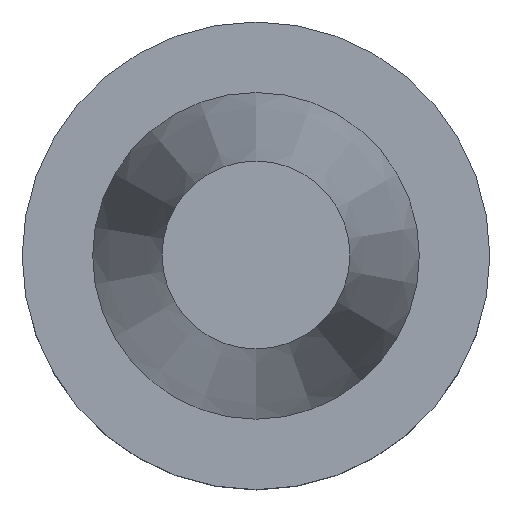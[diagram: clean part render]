
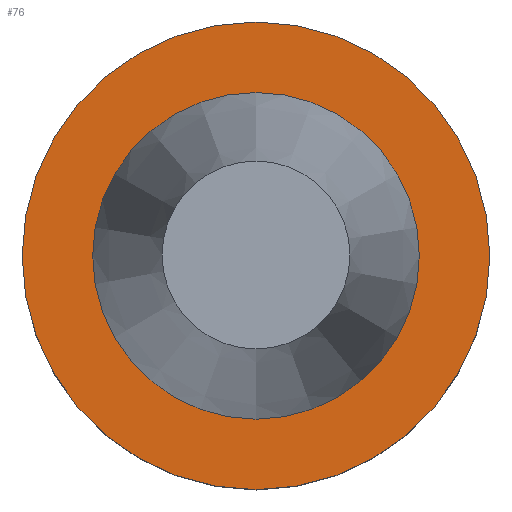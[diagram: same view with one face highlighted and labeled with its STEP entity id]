
A CAD part, top view. The second image highlights one B-rep face of the part: STEP entity #76.
In plain terms, the highlighted planar face has unit normal (0, 0, 1).
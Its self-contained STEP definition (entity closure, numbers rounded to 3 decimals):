
#76=ADVANCED_FACE('',(#94,#95),#96,.T.);
#94=FACE_OUTER_BOUND('',#137,.T.);
#95=FACE_BOUND('',#138,.T.);
#96=PLANE('',#139);
#137=EDGE_LOOP('',(#182));
#138=EDGE_LOOP('',(#183));
#139=AXIS2_PLACEMENT_3D('',#184,#185,#186);
#182=ORIENTED_EDGE('',*,*,#252,.F.);
#183=ORIENTED_EDGE('',*,*,#250,.T.);
#184=CARTESIAN_POINT('',(0.,42.462,-1.5));
#185=DIRECTION('',(0.,0.,1.0));
#186=DIRECTION('',(0.,-1.0,0.));
#250=EDGE_CURVE('',#264,#264,#265,.T.);
#252=EDGE_CURVE('',#268,#268,#269,.T.);
#264=VERTEX_POINT('',#292);
#265=CIRCLE('',#293,34.925);
#268=VERTEX_POINT('',#296);
#269=CIRCLE('',#297,50.);
#292=CARTESIAN_POINT('',(0.,34.925,-1.5));
#293=AXIS2_PLACEMENT_3D('',#320,#321,#322);
#296=CARTESIAN_POINT('',(0.,50.,-1.5));
#297=AXIS2_PLACEMENT_3D('',#326,#327,#328);
#320=CARTESIAN_POINT('',(0.,0.,-1.5));
#321=DIRECTION('',(0.,0.,-1.0));
#322=DIRECTION('',(0.,1.0,0.));
#326=CARTESIAN_POINT('',(0.,0.,-1.5));
#327=DIRECTION('',(0.,0.,-1.0));
#328=DIRECTION('',(0.,1.0,0.));
